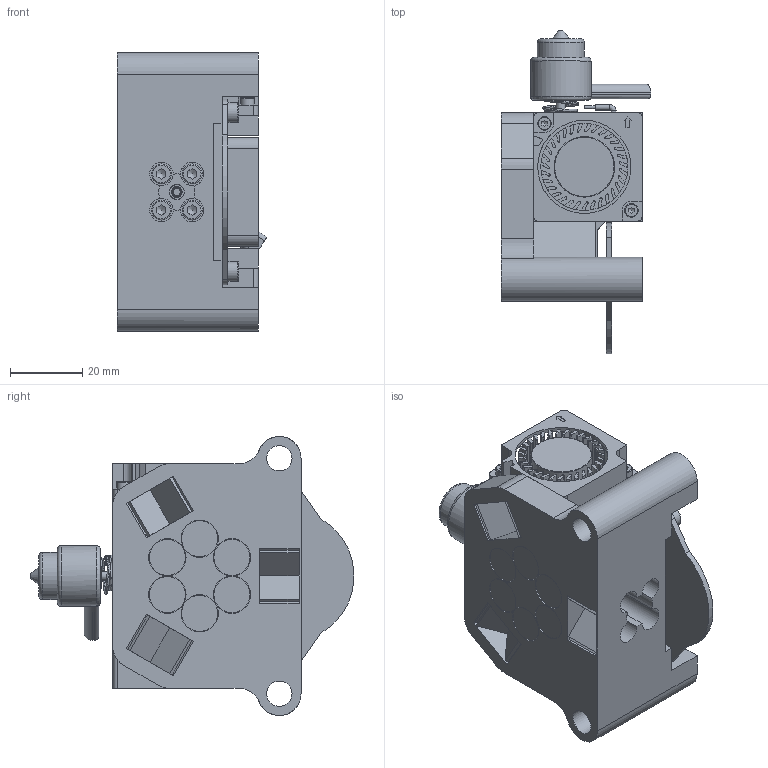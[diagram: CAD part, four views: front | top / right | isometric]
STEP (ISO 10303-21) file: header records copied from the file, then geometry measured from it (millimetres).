
FILE_DESCRIPTION(/* description */ (''),/* implementation_level */ '2;1');
FILE_NAME(/* name */ 'Tool Assembly - E3D Revo (upside down).stp',/* time_stamp */ '2023-02-20T18:48:56+01:00',/* author */ ('remop'),/* organization */ (''),/* preprocessor_version */ 'ST-DEVELOPER v19.2',/* originating_system */ 'Autodesk Inventor 2023',/* authorisation */ '');
FILE_SCHEMA (('AUTOMOTIVE_DESIGN { 1 0 10303 214 3 1 1 }'));
Length unit declared in the file: millimetre
Products named in the file (12): Tool_Revo; Tool_Revo_1; CouplerL; Magnet_10mm; Mellow Fly SHT36; 30mm Fan Mockup 3010; 3010 Вентилятор; Revo Voron Reference CAD; BS EN ISO 4762 - M2.5 x 12; BS EN ISO 4762 - M3 x 8; BS EN ISO 4762 - M3 x 12; BS EN ISO 4762 - M2 x 8
Assembly tree (29 placements, depth 2):
  Tool_Revo
    Tool_Revo_1
    CouplerL  x3
    Magnet_10mm  x6
    Mellow Fly SHT36
    30mm Fan Mockup 3010  x2
    3010 Вентилятор
    Revo Voron Reference CAD
    BS EN ISO 4762 - M2.5 x 12  x4
    BS EN ISO 4762 - M3 x 8  x2
    BS EN ISO 4762 - M3 x 12  x4
    BS EN ISO 4762 - M2 x 8  x4
Bounding box: 41.39 x 89.37 x 77 mm (x, y, z)
Volume: 82412.3 mm3; surface area: 56072.3 mm2
Topology: 29 solids, 37 shells, 1045 faces, 2675 edges, 1759 vertices
Faces by surface type: plane 515, cylinder 401, torus 46, cone 43, bspline 40
Full cylindrical faces by diameter (mm): 0.71 x1, 0.75 x2, 2 x5, 2.4 x4, 2.5 x13, 2.8 x1, 3 x11, 3.5 x2, 3.6 x4, 3.8 x4, 4.1 x1, 4.2 x1, 4.5 x4, 5 x4, 5.5 x6, 6.4 x1, 6.5 x5, 6.6 x1, 6.7 x1, 6.8 x1, 7 x3, 7.1 x1, 7.2 x1, 7.3 x1, 7.4 x1, 7.5 x1, 10 x6, 13 x1, 16.7 x3, 20 x1
Entity records: 22917 total; most frequent: CARTESIAN_POINT 5502, DIRECTION 3587, ORIENTED_EDGE 3436, EDGE_CURVE 1718, AXIS2_PLACEMENT_3D 1362, VERTEX_POINT 1123, LINE 863, VECTOR 863
